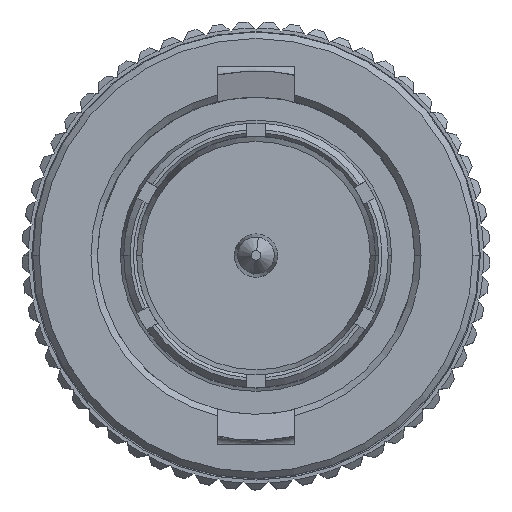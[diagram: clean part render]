
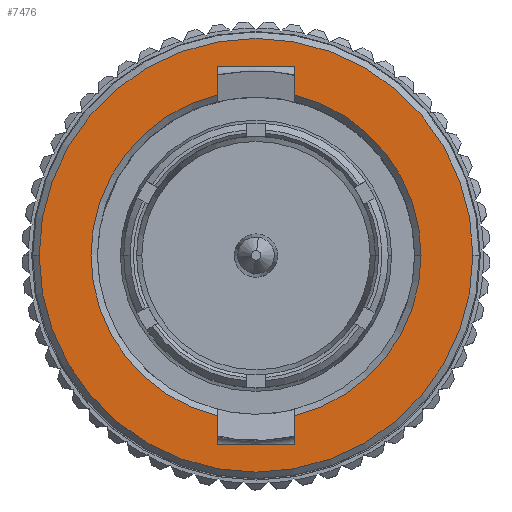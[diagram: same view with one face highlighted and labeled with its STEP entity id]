
A CAD part, top view. The second image highlights one B-rep face of the part: STEP entity #7476.
In plain terms, the highlighted planar face has unit normal (0, 0, 1).
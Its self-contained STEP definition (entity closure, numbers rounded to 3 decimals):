
#83 = CARTESIAN_POINT ( 'NONE',  ( 5.115, 0., 26.1 ) ) ;
#174 = CARTESIAN_POINT ( 'NONE',  ( 1.2, -5.85, 26.1 ) ) ;
#403 = DIRECTION ( 'NONE',  ( 0., 0., -1. ) ) ;
#872 = DIRECTION ( 'NONE',  ( 0., 0., 1. ) ) ;
#1007 = VECTOR ( 'NONE', #12269, 1000. ) ;
#1089 = CARTESIAN_POINT ( 'NONE',  ( 0., 5.115, 26.1 ) ) ;
#1399 = CARTESIAN_POINT ( 'NONE',  ( -6.72, 0., 26.1 ) ) ;
#1538 = EDGE_CURVE ( 'NONE', #5137, #3697, #5834, .T. ) ;
#1577 = EDGE_LOOP ( 'NONE', ( #9510, #7438 ) ) ;
#1657 = CARTESIAN_POINT ( 'NONE',  ( -1.2, 5.85, 26.1 ) ) ;
#1769 = VERTEX_POINT ( 'NONE', #2629 ) ;
#1847 = CARTESIAN_POINT ( 'NONE',  ( 1.2, 5.85, 26.1 ) ) ;
#2110 = VECTOR ( 'NONE', #5612, 1000. ) ;
#2226 = VERTEX_POINT ( 'NONE', #174 ) ;
#2288 = AXIS2_PLACEMENT_3D ( 'NONE', #10551, #5501, #12953 ) ;
#2585 = LINE ( 'NONE', #5689, #13647 ) ;
#2604 = CARTESIAN_POINT ( 'NONE',  ( 0., 0., 26.1 ) ) ;
#2621 = CARTESIAN_POINT ( 'NONE',  ( 0., 0., 26.1 ) ) ;
#2629 = CARTESIAN_POINT ( 'NONE',  ( -1.2, 4.972, 26.1 ) ) ;
#2783 = VERTEX_POINT ( 'NONE', #12941 ) ;
#2796 = VERTEX_POINT ( 'NONE', #1399 ) ;
#3697 = VERTEX_POINT ( 'NONE', #9584 ) ;
#3704 = VECTOR ( 'NONE', #9040, 1000. ) ;
#3713 = DIRECTION ( 'NONE',  ( -1., 0., 0. ) ) ;
#3757 = CIRCLE ( 'NONE', #13228, 6.72 ) ;
#3852 = ORIENTED_EDGE ( 'NONE', *, *, #7138, .F. ) ;
#4427 = EDGE_CURVE ( 'NONE', #2796, #10850, #3757, .T. ) ;
#4810 = AXIS2_PLACEMENT_3D ( 'NONE', #2604, #13371, #3713 ) ;
#4888 = VECTOR ( 'NONE', #6235, 1000. ) ;
#5112 = AXIS2_PLACEMENT_3D ( 'NONE', #1089, #872, #8574 ) ;
#5137 = VERTEX_POINT ( 'NONE', #8281 ) ;
#5278 = CIRCLE ( 'NONE', #11421, 5.115 ) ;
#5298 = EDGE_CURVE ( 'NONE', #2783, #9786, #9792, .T. ) ;
#5492 = DIRECTION ( 'NONE',  ( 0., 1., 0. ) ) ;
#5501 = DIRECTION ( 'NONE',  ( 0., 0., -1. ) ) ;
#5564 = DIRECTION ( 'NONE',  ( 0., 1., 0. ) ) ;
#5612 = DIRECTION ( 'NONE',  ( 0., -1., 0. ) ) ;
#5648 = CARTESIAN_POINT ( 'NONE',  ( 1.2, -4.972, 26.1 ) ) ;
#5689 = CARTESIAN_POINT ( 'NONE',  ( 1.2, 5.85, 26.1 ) ) ;
#5834 = LINE ( 'NONE', #8067, #1007 ) ;
#6235 = DIRECTION ( 'NONE',  ( -1., 0., 0. ) ) ;
#6347 = ORIENTED_EDGE ( 'NONE', *, *, #12390, .T. ) ;
#6397 = VECTOR ( 'NONE', #5564, 1000. ) ;
#7100 = VERTEX_POINT ( 'NONE', #1657 ) ;
#7138 = EDGE_CURVE ( 'NONE', #9786, #7100, #13413, .T. ) ;
#7188 = CIRCLE ( 'NONE', #10946, 5.115 ) ;
#7322 = FACE_BOUND ( 'NONE', #7400, .T. ) ;
#7359 = DIRECTION ( 'NONE',  ( -1., 0., 0. ) ) ;
#7400 = EDGE_LOOP ( 'NONE', ( #12699, #9692, #9084, #11584, #10529, #11144, #6347, #12487, #3852 ) ) ;
#7438 = ORIENTED_EDGE ( 'NONE', *, *, #13347, .F. ) ;
#7461 = PLANE ( 'NONE',  #5112 ) ;
#7476 = ADVANCED_FACE ( 'NONE', ( #7322, #13667 ), #7461, .T. ) ;
#8067 = CARTESIAN_POINT ( 'NONE',  ( -1.2, 5.85, 26.1 ) ) ;
#8189 = CARTESIAN_POINT ( 'NONE',  ( -1.2, 5.85, 26.1 ) ) ;
#8281 = CARTESIAN_POINT ( 'NONE',  ( -1.2, -4.972, 26.1 ) ) ;
#8361 = VERTEX_POINT ( 'NONE', #5648 ) ;
#8370 = CARTESIAN_POINT ( 'NONE',  ( 6.72, 0., 26.1 ) ) ;
#8574 = DIRECTION ( 'NONE',  ( 1., 0., 0. ) ) ;
#8687 = EDGE_CURVE ( 'NONE', #2783, #11709, #13308, .T. ) ;
#8793 = DIRECTION ( 'NONE',  ( -1., 0., 0. ) ) ;
#8904 = LINE ( 'NONE', #11037, #3704 ) ;
#9040 = DIRECTION ( 'NONE',  ( 1., 0., 0. ) ) ;
#9084 = ORIENTED_EDGE ( 'NONE', *, *, #9377, .T. ) ;
#9328 = EDGE_CURVE ( 'NONE', #7100, #1769, #13202, .T. ) ;
#9377 = EDGE_CURVE ( 'NONE', #11709, #8361, #7188, .T. ) ;
#9510 = ORIENTED_EDGE ( 'NONE', *, *, #4427, .F. ) ;
#9584 = CARTESIAN_POINT ( 'NONE',  ( -1.2, -5.85, 26.1 ) ) ;
#9692 = ORIENTED_EDGE ( 'NONE', *, *, #8687, .T. ) ;
#9786 = VERTEX_POINT ( 'NONE', #1847 ) ;
#9792 = LINE ( 'NONE', #13085, #6397 ) ;
#9838 = CARTESIAN_POINT ( 'NONE',  ( -1.2, 5.85, 26.1 ) ) ;
#10319 = DIRECTION ( 'NONE',  ( -1., 0., 0. ) ) ;
#10529 = ORIENTED_EDGE ( 'NONE', *, *, #11166, .F. ) ;
#10551 = CARTESIAN_POINT ( 'NONE',  ( 0., 0., 26.1 ) ) ;
#10773 = CIRCLE ( 'NONE', #4810, 6.72 ) ;
#10850 = VERTEX_POINT ( 'NONE', #8370 ) ;
#10946 = AXIS2_PLACEMENT_3D ( 'NONE', #12317, #12386, #10319 ) ;
#11037 = CARTESIAN_POINT ( 'NONE',  ( -1.2, -5.85, 26.1 ) ) ;
#11144 = ORIENTED_EDGE ( 'NONE', *, *, #1538, .F. ) ;
#11166 = EDGE_CURVE ( 'NONE', #3697, #2226, #8904, .T. ) ;
#11421 = AXIS2_PLACEMENT_3D ( 'NONE', #12809, #11424, #7359 ) ;
#11424 = DIRECTION ( 'NONE',  ( 0., 0., -1. ) ) ;
#11584 = ORIENTED_EDGE ( 'NONE', *, *, #12122, .F. ) ;
#11709 = VERTEX_POINT ( 'NONE', #83 ) ;
#12122 = EDGE_CURVE ( 'NONE', #2226, #8361, #2585, .T. ) ;
#12269 = DIRECTION ( 'NONE',  ( 0., -1., 0. ) ) ;
#12317 = CARTESIAN_POINT ( 'NONE',  ( 0., 0., 26.1 ) ) ;
#12386 = DIRECTION ( 'NONE',  ( 0., 0., -1. ) ) ;
#12390 = EDGE_CURVE ( 'NONE', #5137, #1769, #5278, .T. ) ;
#12487 = ORIENTED_EDGE ( 'NONE', *, *, #9328, .F. ) ;
#12699 = ORIENTED_EDGE ( 'NONE', *, *, #5298, .F. ) ;
#12809 = CARTESIAN_POINT ( 'NONE',  ( 0., 0., 26.1 ) ) ;
#12941 = CARTESIAN_POINT ( 'NONE',  ( 1.2, 4.972, 26.1 ) ) ;
#12953 = DIRECTION ( 'NONE',  ( -1., 0., 0. ) ) ;
#13085 = CARTESIAN_POINT ( 'NONE',  ( 1.2, 5.85, 26.1 ) ) ;
#13202 = LINE ( 'NONE', #9838, #2110 ) ;
#13228 = AXIS2_PLACEMENT_3D ( 'NONE', #2621, #403, #8793 ) ;
#13308 = CIRCLE ( 'NONE', #2288, 5.115 ) ;
#13347 = EDGE_CURVE ( 'NONE', #10850, #2796, #10773, .T. ) ;
#13371 = DIRECTION ( 'NONE',  ( 0., 0., -1. ) ) ;
#13413 = LINE ( 'NONE', #8189, #4888 ) ;
#13647 = VECTOR ( 'NONE', #5492, 1000. ) ;
#13667 = FACE_OUTER_BOUND ( 'NONE', #1577, .T. ) ;
